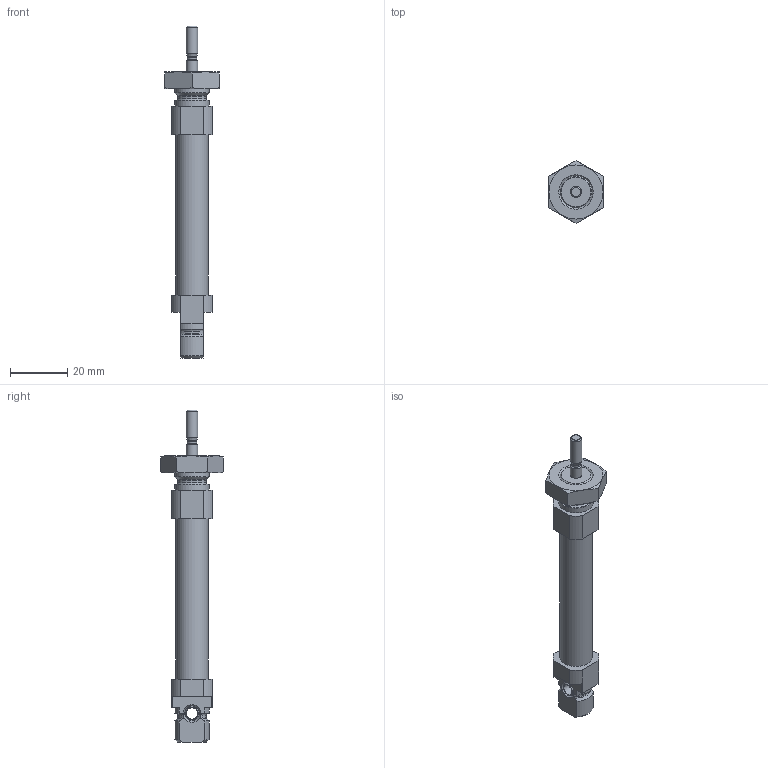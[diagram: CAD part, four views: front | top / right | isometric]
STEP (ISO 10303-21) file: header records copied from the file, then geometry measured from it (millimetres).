
FILE_DESCRIPTION(/* description */ ('STEP AP214'),/* implementation_level */ '2;1');
FILE_NAME(/* name */ '1908253_DSNU-10-30-P-A',/* time_stamp */ '2024-08-21T10:47:24+02:00',/* author */ ('License CC BY-ND 4.0'),/* organization */ ('CADENAS'),/* preprocessor_version */ 'ST-DEVELOPER v19.3',/* originating_system */ 'PARTsolutions',/* authorisation */ ' ');
FILE_SCHEMA (('AUTOMOTIVE_DESIGN {1 0 10303 214 3 1 1}'));
Length unit declared in the file: millimetre
Products named in the file (4): 1908253 DSNU-10-30-P-A---(0); 1908253 DSNU-10-30-P---(A----0-ZR); DIN-439-B - M12x1.25(F); 1908253 DSNU-10-30-P---(A---00--0-KS)
Assembly tree (3 placements, depth 2):
  1908253 DSNU-10-30-P-A---(0)
    1908253 DSNU-10-30-P---(A----0-ZR)
    DIN-439-B - M12x1.25(F)
    1908253 DSNU-10-30-P---(A---00--0-KS)
Bounding box: 19 x 21.94 x 116 mm (x, y, z)
Volume: 10466.2 mm3; surface area: 8368 mm2
Topology: 3 solids, 3 shells, 98 faces, 234 edges, 148 vertices
Faces by surface type: plane 41, cylinder 30, cone 19, torus 8
Full cylindrical faces by diameter (mm): 3.2 x1, 4 x4, 4.134 x2, 5 x2, 10 x3, 10.647 x1, 11.3 x1, 12 x2
Entity records: 3320 total; most frequent: CARTESIAN_POINT 589, DIRECTION 448, ORIENTED_EDGE 388, EDGE_CURVE 194, AXIS2_PLACEMENT_3D 190, FACE_BOUND 147, EDGE_LOOP 146, VERTEX_POINT 145
